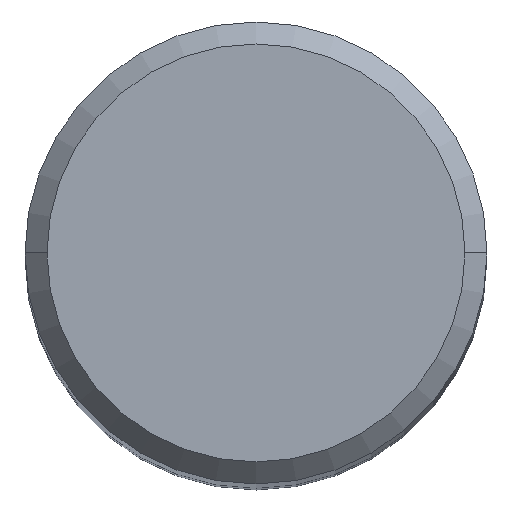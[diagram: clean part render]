
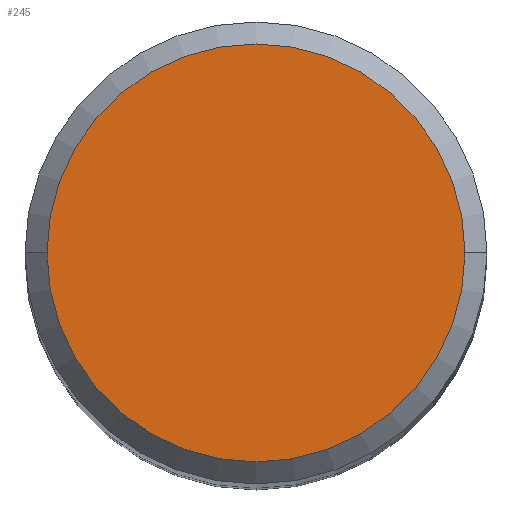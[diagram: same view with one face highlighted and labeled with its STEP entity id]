
A CAD part, top view. The second image highlights one B-rep face of the part: STEP entity #245.
In plain terms, the highlighted planar face has unit normal (0, 0, 1).
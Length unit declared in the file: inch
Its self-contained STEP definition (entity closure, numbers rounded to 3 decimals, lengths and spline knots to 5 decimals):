
#11 = ORIENTED_EDGE ( 'NONE', *, *, #194, .T. ) ;
#14 = AXIS2_PLACEMENT_3D ( 'NONE', #74, #248, #119 ) ;
#28 = FACE_OUTER_BOUND ( 'NONE', #93, .T. ) ;
#31 = CIRCLE ( 'NONE', #125, 0.14248 ) ;
#38 = ORIENTED_EDGE ( 'NONE', *, *, #303, .T. ) ;
#41 = CIRCLE ( 'NONE', #134, 0.14248 ) ;
#42 = DIRECTION ( 'NONE',  ( 1., 0., 0. ) ) ;
#69 = DIRECTION ( 'NONE',  ( 0., 0., 1. ) ) ;
#74 = CARTESIAN_POINT ( 'NONE',  ( 0., 0., 2.48032 ) ) ;
#93 = EDGE_LOOP ( 'NONE', ( #11, #38 ) ) ;
#94 = CARTESIAN_POINT ( 'NONE',  ( 0., 0., 2.48032 ) ) ;
#119 = DIRECTION ( 'NONE',  ( 1., 0., 0. ) ) ;
#125 = AXIS2_PLACEMENT_3D ( 'NONE', #94, #69, #224 ) ;
#133 = VERTEX_POINT ( 'NONE', #259 ) ;
#134 = AXIS2_PLACEMENT_3D ( 'NONE', #166, #219, #42 ) ;
#137 = CARTESIAN_POINT ( 'NONE',  ( -0.14248, 0., 2.48032 ) ) ;
#166 = CARTESIAN_POINT ( 'NONE',  ( 0., 0., 2.48032 ) ) ;
#194 = EDGE_CURVE ( 'NONE', #220, #133, #31, .T. ) ;
#219 = DIRECTION ( 'NONE',  ( 0., 0., 1. ) ) ;
#220 = VERTEX_POINT ( 'NONE', #137 ) ;
#224 = DIRECTION ( 'NONE',  ( 1., 0., 0. ) ) ;
#245 = ADVANCED_FACE ( 'NONE', ( #28 ), #279, .T. ) ;
#248 = DIRECTION ( 'NONE',  ( 0., 0., 1. ) ) ;
#259 = CARTESIAN_POINT ( 'NONE',  ( 0.14248, 0., 2.48032 ) ) ;
#279 = PLANE ( 'NONE',  #14 ) ;
#303 = EDGE_CURVE ( 'NONE', #133, #220, #41, .T. ) ;
